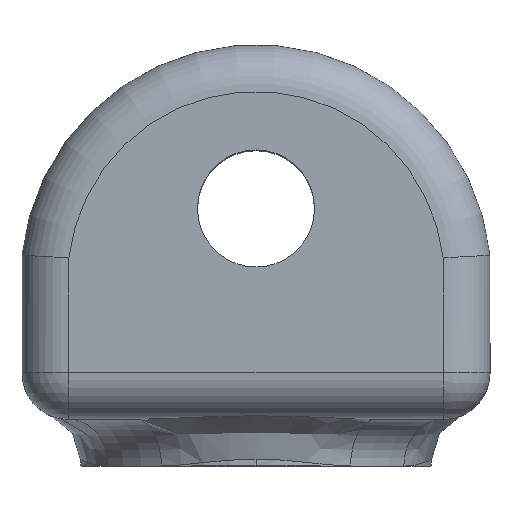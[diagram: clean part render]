
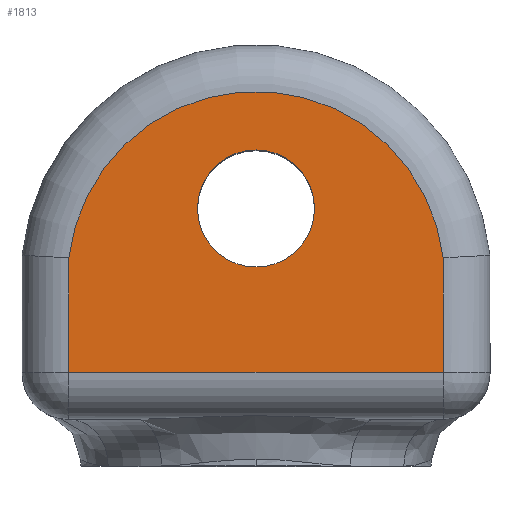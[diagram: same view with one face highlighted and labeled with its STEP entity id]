
A CAD part, top view. The second image highlights one B-rep face of the part: STEP entity #1813.
In plain terms, the highlighted planar face has unit normal (0, 0, 1).
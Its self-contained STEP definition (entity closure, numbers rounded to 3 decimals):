
#85 = FACE_BOUND ( 'NONE', #1233, .T. ) ;
#97 = DIRECTION ( 'NONE',  ( 0., 0., 1. ) ) ;
#104 = DIRECTION ( 'NONE',  ( 0., 1., 0. ) ) ;
#111 = DIRECTION ( 'NONE',  ( 0., 0., 1. ) ) ;
#132 = CIRCLE ( 'NONE', #1222, 12.5 ) ;
#231 = EDGE_CURVE ( 'NONE', #680, #1371, #366, .T. ) ;
#252 = CARTESIAN_POINT ( 'NONE',  ( 0., -10.278, 100. ) ) ;
#265 = EDGE_CURVE ( 'NONE', #940, #1230, #1355, .T. ) ;
#349 = EDGE_LOOP ( 'NONE', ( #1126, #1039, #1744, #1668 ) ) ;
#366 = CIRCLE ( 'NONE', #564, 12.5 ) ;
#543 = DIRECTION ( 'NONE',  ( -1., 0., 0. ) ) ;
#561 = PLANE ( 'NONE',  #1664 ) ;
#564 = AXIS2_PLACEMENT_3D ( 'NONE', #1372, #111, #767 ) ;
#572 = EDGE_CURVE ( 'NONE', #1371, #680, #132, .T. ) ;
#583 = DIRECTION ( 'NONE',  ( -1., 0., 0. ) ) ;
#680 = VERTEX_POINT ( 'NONE', #909 ) ;
#694 = CARTESIAN_POINT ( 'NONE',  ( 40., -10.278, 100. ) ) ;
#701 = VECTOR ( 'NONE', #1350, 1000. ) ;
#715 = FACE_OUTER_BOUND ( 'NONE', #349, .T. ) ;
#767 = DIRECTION ( 'NONE',  ( 1., 0., 0. ) ) ;
#807 = VECTOR ( 'NONE', #104, 1000. ) ;
#909 = CARTESIAN_POINT ( 'NONE',  ( -12.5, 5., 100. ) ) ;
#940 = VERTEX_POINT ( 'NONE', #1857 ) ;
#977 = CARTESIAN_POINT ( 'NONE',  ( -40., -30., 100. ) ) ;
#1039 = ORIENTED_EDGE ( 'NONE', *, *, #1356, .T. ) ;
#1041 = DIRECTION ( 'NONE',  ( 0., -1., 0. ) ) ;
#1126 = ORIENTED_EDGE ( 'NONE', *, *, #265, .T. ) ;
#1193 = DIRECTION ( 'NONE',  ( 1., 0., 0. ) ) ;
#1194 = VECTOR ( 'NONE', #1041, 1000. ) ;
#1198 = VERTEX_POINT ( 'NONE', #1377 ) ;
#1222 = AXIS2_PLACEMENT_3D ( 'NONE', #1647, #97, #1193 ) ;
#1230 = VERTEX_POINT ( 'NONE', #977 ) ;
#1233 = EDGE_LOOP ( 'NONE', ( #1716, #1269 ) ) ;
#1269 = ORIENTED_EDGE ( 'NONE', *, *, #231, .F. ) ;
#1350 = DIRECTION ( 'NONE',  ( 1., 0., 0. ) ) ;
#1355 = LINE ( 'NONE', #1967, #1194 ) ;
#1356 = EDGE_CURVE ( 'NONE', #1230, #1709, #1360, .T. ) ;
#1360 = LINE ( 'NONE', #1674, #701 ) ;
#1371 = VERTEX_POINT ( 'NONE', #1959 ) ;
#1372 = CARTESIAN_POINT ( 'NONE',  ( 0., 5., 100. ) ) ;
#1377 = CARTESIAN_POINT ( 'NONE',  ( 40., -5.556, 100. ) ) ;
#1473 = AXIS2_PLACEMENT_3D ( 'NONE', #1820, #1670, #583 ) ;
#1505 = DIRECTION ( 'NONE',  ( 0., 0., -1. ) ) ;
#1647 = CARTESIAN_POINT ( 'NONE',  ( 0., 5., 100. ) ) ;
#1664 = AXIS2_PLACEMENT_3D ( 'NONE', #252, #1505, #543 ) ;
#1668 = ORIENTED_EDGE ( 'NONE', *, *, #1861, .T. ) ;
#1670 = DIRECTION ( 'NONE',  ( 0., 0., 1. ) ) ;
#1674 = CARTESIAN_POINT ( 'NONE',  ( 0., -30., 100. ) ) ;
#1709 = VERTEX_POINT ( 'NONE', #1802 ) ;
#1716 = ORIENTED_EDGE ( 'NONE', *, *, #572, .F. ) ;
#1742 = EDGE_CURVE ( 'NONE', #1709, #1198, #1977, .T. ) ;
#1744 = ORIENTED_EDGE ( 'NONE', *, *, #1742, .T. ) ;
#1802 = CARTESIAN_POINT ( 'NONE',  ( 40., -30., 100. ) ) ;
#1813 = ADVANCED_FACE ( 'NONE', ( #85, #715 ), #561, .F. ) ;
#1820 = CARTESIAN_POINT ( 'NONE',  ( 0., -10.278, 100. ) ) ;
#1857 = CARTESIAN_POINT ( 'NONE',  ( -40., -5.556, 100. ) ) ;
#1861 = EDGE_CURVE ( 'NONE', #1198, #940, #1985, .T. ) ;
#1959 = CARTESIAN_POINT ( 'NONE',  ( 12.5, 5., 100. ) ) ;
#1967 = CARTESIAN_POINT ( 'NONE',  ( -40., -10.278, 100. ) ) ;
#1977 = LINE ( 'NONE', #694, #807 ) ;
#1985 = CIRCLE ( 'NONE', #1473, 40.278 ) ;
